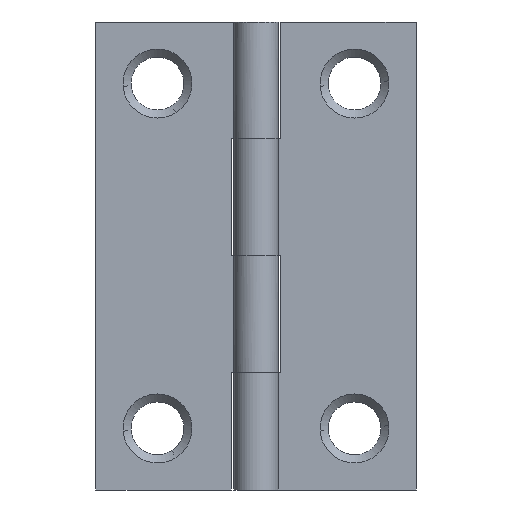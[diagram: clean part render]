
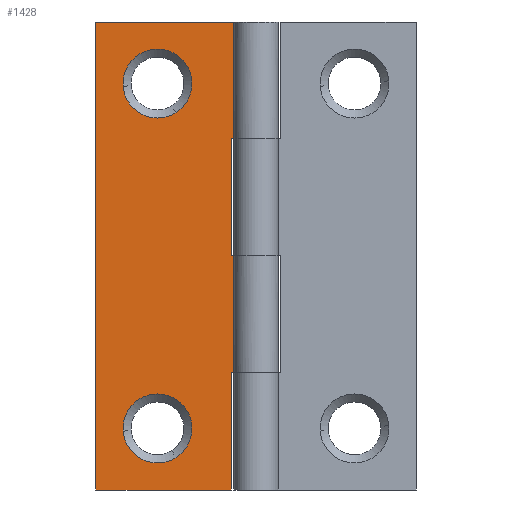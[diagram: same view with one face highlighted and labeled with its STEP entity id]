
A CAD part, front view. The second image highlights one B-rep face of the part: STEP entity #1428.
In plain terms, the highlighted free-form (B-spline) face has degree [1, 1] with [2, 2] control points.
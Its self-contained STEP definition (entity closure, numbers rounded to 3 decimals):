
#336=CARTESIAN_POINT('',(-6.494,1.,30.639));
#337=VERTEX_POINT('',#336);
#343=CARTESIAN_POINT('',(-8.0,1.0,35.8));
#344=VERTEX_POINT('',#343);
#345=CARTESIAN_POINT('',(-8.0,1.0,35.8));
#346=CARTESIAN_POINT('',(-5.2,1.0,35.8));
#347=CARTESIAN_POINT('',(-5.2,1.0,33.0));
#348=CARTESIAN_POINT('',(-5.2,1.0,31.465));
#349=CARTESIAN_POINT('',(-6.494,1.,30.639));
#357=(BOUNDED_CURVE()B_SPLINE_CURVE(2,(#345,#346,#347,#348,#349),.UNSPECIFIED.,.F.,.U.)B_SPLINE_CURVE_WITH_KNOTS((3,2,3),(0.0,0.25,0.408),.UNSPECIFIED.)CURVE()GEOMETRIC_REPRESENTATION_ITEM()RATIONAL_B_SPLINE_CURVE((1.0,0.707,1.0,0.815,0.864))REPRESENTATION_ITEM(''));
#358=EDGE_CURVE('',#344,#337,#357,.T.);
#360=CARTESIAN_POINT('',(-10.791,1.,32.78));
#361=VERTEX_POINT('',#360);
#362=CARTESIAN_POINT('',(-10.791,1.,32.78));
#363=CARTESIAN_POINT('',(-10.8,1.0,32.89));
#364=CARTESIAN_POINT('',(-10.8,1.0,33.0));
#365=CARTESIAN_POINT('',(-10.8,1.0,35.8));
#366=CARTESIAN_POINT('',(-8.0,1.0,35.8));
#374=(BOUNDED_CURVE()B_SPLINE_CURVE(2,(#362,#363,#364,#365,#366),.UNSPECIFIED.,.F.,.U.)B_SPLINE_CURVE_WITH_KNOTS((3,2,3),(0.736,0.75,1.0),.UNSPECIFIED.)CURVE()GEOMETRIC_REPRESENTATION_ITEM()RATIONAL_B_SPLINE_CURVE((0.97,0.984,1.0,0.707,1.0))REPRESENTATION_ITEM(''));
#375=EDGE_CURVE('',#361,#344,#374,.T.);
#479=CARTESIAN_POINT('',(-8.0,1.0,30.2));
#480=VERTEX_POINT('',#479);
#481=CARTESIAN_POINT('',(-8.0,1.0,30.2));
#482=CARTESIAN_POINT('',(-10.588,1.0,30.2));
#483=CARTESIAN_POINT('',(-10.791,1.,32.78));
#491=(BOUNDED_CURVE()B_SPLINE_CURVE(2,(#481,#482,#483),.UNSPECIFIED.,.F.,.U.)B_SPLINE_CURVE_WITH_KNOTS((3,3),(0.5,0.736),.UNSPECIFIED.)CURVE()GEOMETRIC_REPRESENTATION_ITEM()RATIONAL_B_SPLINE_CURVE((1.0,0.723,0.97))REPRESENTATION_ITEM(''));
#492=EDGE_CURVE('',#480,#361,#491,.T.);
#494=CARTESIAN_POINT('',(-6.494,1.,30.639));
#495=CARTESIAN_POINT('',(-7.183,1.0,30.2));
#496=CARTESIAN_POINT('',(-8.0,1.0,30.2));
#504=(BOUNDED_CURVE()B_SPLINE_CURVE(2,(#494,#495,#496),.UNSPECIFIED.,.F.,.U.)B_SPLINE_CURVE_WITH_KNOTS((3,3),(0.408,0.5),.UNSPECIFIED.)CURVE()GEOMETRIC_REPRESENTATION_ITEM()RATIONAL_B_SPLINE_CURVE((0.864,0.892,1.0))REPRESENTATION_ITEM(''));
#505=EDGE_CURVE('',#337,#480,#504,.T.);
#680=CARTESIAN_POINT('',(-6.494,1.,2.639));
#681=VERTEX_POINT('',#680);
#687=CARTESIAN_POINT('',(-8.0,1.0,7.8));
#688=VERTEX_POINT('',#687);
#689=CARTESIAN_POINT('',(-8.0,1.0,7.8));
#690=CARTESIAN_POINT('',(-5.2,1.0,7.8));
#691=CARTESIAN_POINT('',(-5.2,1.0,5.0));
#692=CARTESIAN_POINT('',(-5.2,1.0,3.465));
#693=CARTESIAN_POINT('',(-6.494,1.,2.639));
#701=(BOUNDED_CURVE()B_SPLINE_CURVE(2,(#689,#690,#691,#692,#693),.UNSPECIFIED.,.F.,.U.)B_SPLINE_CURVE_WITH_KNOTS((3,2,3),(0.0,0.25,0.408),.UNSPECIFIED.)CURVE()GEOMETRIC_REPRESENTATION_ITEM()RATIONAL_B_SPLINE_CURVE((1.0,0.707,1.0,0.815,0.864))REPRESENTATION_ITEM(''));
#702=EDGE_CURVE('',#688,#681,#701,.T.);
#704=CARTESIAN_POINT('',(-10.791,1.,4.78));
#705=VERTEX_POINT('',#704);
#706=CARTESIAN_POINT('',(-10.791,1.,4.78));
#707=CARTESIAN_POINT('',(-10.8,1.0,4.89));
#708=CARTESIAN_POINT('',(-10.8,1.0,5.0));
#709=CARTESIAN_POINT('',(-10.8,1.0,7.8));
#710=CARTESIAN_POINT('',(-8.0,1.0,7.8));
#718=(BOUNDED_CURVE()B_SPLINE_CURVE(2,(#706,#707,#708,#709,#710),.UNSPECIFIED.,.F.,.U.)B_SPLINE_CURVE_WITH_KNOTS((3,2,3),(0.736,0.75,1.0),.UNSPECIFIED.)CURVE()GEOMETRIC_REPRESENTATION_ITEM()RATIONAL_B_SPLINE_CURVE((0.97,0.984,1.0,0.707,1.0))REPRESENTATION_ITEM(''));
#719=EDGE_CURVE('',#705,#688,#718,.T.);
#823=CARTESIAN_POINT('',(-8.0,1.0,2.2));
#824=VERTEX_POINT('',#823);
#825=CARTESIAN_POINT('',(-8.0,1.0,2.2));
#826=CARTESIAN_POINT('',(-10.588,1.0,2.2));
#827=CARTESIAN_POINT('',(-10.791,1.,4.78));
#835=(BOUNDED_CURVE()B_SPLINE_CURVE(2,(#825,#826,#827),.UNSPECIFIED.,.F.,.U.)B_SPLINE_CURVE_WITH_KNOTS((3,3),(0.5,0.736),.UNSPECIFIED.)CURVE()GEOMETRIC_REPRESENTATION_ITEM()RATIONAL_B_SPLINE_CURVE((1.0,0.723,0.97))REPRESENTATION_ITEM(''));
#836=EDGE_CURVE('',#824,#705,#835,.T.);
#838=CARTESIAN_POINT('',(-6.494,1.,2.639));
#839=CARTESIAN_POINT('',(-7.183,1.0,2.2));
#840=CARTESIAN_POINT('',(-8.0,1.0,2.2));
#848=(BOUNDED_CURVE()B_SPLINE_CURVE(2,(#838,#839,#840),.UNSPECIFIED.,.F.,.U.)B_SPLINE_CURVE_WITH_KNOTS((3,3),(0.408,0.5),.UNSPECIFIED.)CURVE()GEOMETRIC_REPRESENTATION_ITEM()RATIONAL_B_SPLINE_CURVE((0.864,0.892,1.0))REPRESENTATION_ITEM(''));
#849=EDGE_CURVE('',#681,#824,#848,.T.);
#990=CARTESIAN_POINT('',(-2.0,1.0,19.0));
#991=VERTEX_POINT('',#990);
#1004=CARTESIAN_POINT('',(-2.0,1.0,28.5));
#1005=VERTEX_POINT('',#1004);
#1011=CARTESIAN_POINT('',(-2.0,1.0,19.0));
#1012=CARTESIAN_POINT('',(-2.0,1.0,28.5));
#1013=QUASI_UNIFORM_CURVE('',1,(#1011,#1012),.UNSPECIFIED.,.F.,.U.);
#1014=EDGE_CURVE('',#991,#1005,#1013,.T.);
#1032=CARTESIAN_POINT('',(0.0,1.0,19.0));
#1033=VERTEX_POINT('',#1032);
#1034=CARTESIAN_POINT('',(0.0,1.0,19.0));
#1035=CARTESIAN_POINT('',(-2.0,1.0,19.0));
#1036=QUASI_UNIFORM_CURVE('',1,(#1034,#1035),.UNSPECIFIED.,.F.,.U.);
#1037=EDGE_CURVE('',#1033,#991,#1036,.T.);
#1124=CARTESIAN_POINT('',(0.0,1.0,28.5));
#1125=VERTEX_POINT('',#1124);
#1145=CARTESIAN_POINT('',(-2.0,1.0,28.5));
#1146=CARTESIAN_POINT('',(0.0,1.0,28.5));
#1147=QUASI_UNIFORM_CURVE('',1,(#1145,#1146),.UNSPECIFIED.,.F.,.U.);
#1148=EDGE_CURVE('',#1005,#1125,#1147,.T.);
#1166=CARTESIAN_POINT('',(-2.0,1.0,0.0));
#1167=VERTEX_POINT('',#1166);
#1180=CARTESIAN_POINT('',(-2.0,1.0,9.5));
#1181=VERTEX_POINT('',#1180);
#1187=CARTESIAN_POINT('',(-2.0,1.0,0.0));
#1188=CARTESIAN_POINT('',(-2.0,1.0,9.5));
#1189=QUASI_UNIFORM_CURVE('',1,(#1187,#1188),.UNSPECIFIED.,.F.,.U.);
#1190=EDGE_CURVE('',#1167,#1181,#1189,.T.);
#1230=CARTESIAN_POINT('',(0.0,1.0,9.5));
#1231=VERTEX_POINT('',#1230);
#1251=CARTESIAN_POINT('',(-2.0,1.0,9.5));
#1252=CARTESIAN_POINT('',(0.0,1.0,9.5));
#1253=QUASI_UNIFORM_CURVE('',1,(#1251,#1252),.UNSPECIFIED.,.F.,.U.);
#1254=EDGE_CURVE('',#1181,#1231,#1253,.T.);
#1270=CARTESIAN_POINT('',(0.0,1.0,38.));
#1271=VERTEX_POINT('',#1270);
#1328=CARTESIAN_POINT('',(-13.0,1.0,38.));
#1329=VERTEX_POINT('',#1328);
#1335=CARTESIAN_POINT('',(0.0,1.0,38.));
#1336=CARTESIAN_POINT('',(-13.0,1.0,38.));
#1337=QUASI_UNIFORM_CURVE('',1,(#1335,#1336),.UNSPECIFIED.,.F.,.U.);
#1338=EDGE_CURVE('',#1271,#1329,#1337,.T.);
#1348=CARTESIAN_POINT('',(-13.0,1.0,0.0));
#1349=VERTEX_POINT('',#1348);
#1357=CARTESIAN_POINT('',(-13.0,1.0,38.));
#1358=CARTESIAN_POINT('',(-13.0,1.0,0.0));
#1359=QUASI_UNIFORM_CURVE('',1,(#1357,#1358),.UNSPECIFIED.,.F.,.U.);
#1360=EDGE_CURVE('',#1329,#1349,#1359,.T.);
#1382=CARTESIAN_POINT('',(-2.0,1.0,0.0));
#1383=CARTESIAN_POINT('',(-13.0,1.0,0.0));
#1384=QUASI_UNIFORM_CURVE('',1,(#1382,#1383),.UNSPECIFIED.,.F.,.U.);
#1385=EDGE_CURVE('',#1167,#1349,#1384,.T.);
#1391=CARTESIAN_POINT('',(-13.649,1.0,39.898));
#1392=CARTESIAN_POINT('',(-13.649,1.0,-1.898));
#1393=CARTESIAN_POINT('',(0.649,1.0,39.898));
#1394=CARTESIAN_POINT('',(0.649,1.0,-1.898));
#1395=B_SPLINE_SURFACE_WITH_KNOTS('',1,1,((#1391,#1393),(#1392,#1394)),.UNSPECIFIED.,.F.,.F.,.U.,(2,2),(2,2),(0.0,41.796),(0.0,14.299),.UNSPECIFIED.);
#1396=ORIENTED_EDGE('',*,*,#1014,.T.);
#1397=ORIENTED_EDGE('',*,*,#1148,.T.);
#1398=CARTESIAN_POINT('',(0.0,1.0,38.));
#1399=CARTESIAN_POINT('',(0.0,1.0,28.5));
#1400=QUASI_UNIFORM_CURVE('',1,(#1398,#1399),.UNSPECIFIED.,.F.,.U.);
#1401=EDGE_CURVE('',#1271,#1125,#1400,.T.);
#1402=ORIENTED_EDGE('',*,*,#1401,.F.);
#1403=ORIENTED_EDGE('',*,*,#1338,.T.);
#1404=ORIENTED_EDGE('',*,*,#1360,.T.);
#1405=ORIENTED_EDGE('',*,*,#1385,.F.);
#1406=ORIENTED_EDGE('',*,*,#1190,.T.);
#1407=ORIENTED_EDGE('',*,*,#1254,.T.);
#1408=CARTESIAN_POINT('',(0.0,1.0,19.0));
#1409=CARTESIAN_POINT('',(0.0,1.0,9.5));
#1410=QUASI_UNIFORM_CURVE('',1,(#1408,#1409),.UNSPECIFIED.,.F.,.U.);
#1411=EDGE_CURVE('',#1033,#1231,#1410,.T.);
#1412=ORIENTED_EDGE('',*,*,#1411,.F.);
#1413=ORIENTED_EDGE('',*,*,#1037,.T.);
#1414=EDGE_LOOP('',(#1396,#1397,#1402,#1403,#1404,#1405,#1406,#1407,#1412,#1413));
#1415=FACE_OUTER_BOUND('',#1414,.T.);
#1416=ORIENTED_EDGE('',*,*,#836,.T.);
#1417=ORIENTED_EDGE('',*,*,#719,.T.);
#1418=ORIENTED_EDGE('',*,*,#702,.T.);
#1419=ORIENTED_EDGE('',*,*,#849,.T.);
#1420=EDGE_LOOP('',(#1416,#1417,#1418,#1419));
#1421=FACE_BOUND('',#1420,.T.);
#1422=ORIENTED_EDGE('',*,*,#492,.T.);
#1423=ORIENTED_EDGE('',*,*,#375,.T.);
#1424=ORIENTED_EDGE('',*,*,#358,.T.);
#1425=ORIENTED_EDGE('',*,*,#505,.T.);
#1426=EDGE_LOOP('',(#1422,#1423,#1424,#1425));
#1427=FACE_BOUND('',#1426,.T.);
#1428=ADVANCED_FACE('',(#1415,#1421,#1427),#1395,.T.);
